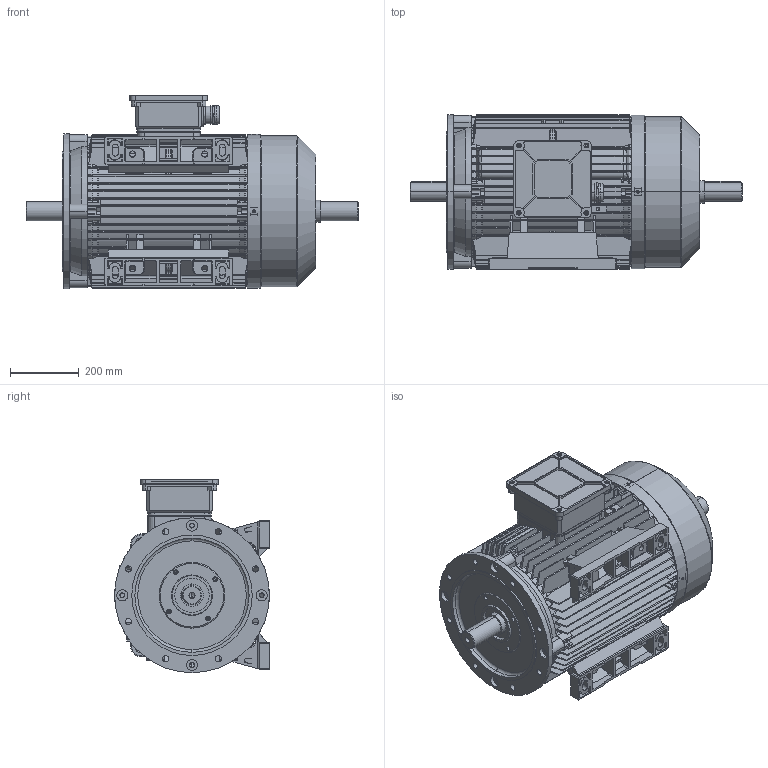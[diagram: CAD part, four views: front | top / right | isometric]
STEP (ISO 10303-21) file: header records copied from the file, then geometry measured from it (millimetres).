
FILE_DESCRIPTION (( 'STEP AP214' ), '1' );
FILE_NAME ('FCAP225 M-B3 B5-IC411-2 POLES-TB RIGHT-DOUBLE SHAFT.STEP', '2024-10-01T06:46:56', ( '' ), ( '' ), 'SwSTEP 2.0', 'SolidWorks 2024', '' );
FILE_SCHEMA (( 'AUTOMOTIVE_DESIGN' ));
Length unit declared in the file: millimetre
Products named in the file (16): FCAP225 M-B3 B5-IC411-2 POLES-TB RIGHT-DOUBLE SHAFT; Flangia FC225M - diam.450; Scudo serie 225M con fori encoder; Targhetta motore_LAMIERA ALLUMINIO; parallel_din_Parallel key A16 x 10 x 100 DIN 6885; Coperchio scatola morsetti 225T-250T; Coprimorsettiera  225T-250T; Copriventola C250T; Carcassa 250T; Tappo M50; Scatola morsetti 225T-250T; Albero 225M serie 2POLI ventilato; Piede 225M; PRESSACAVO M50; Guarnizione scatola-motore 225-250T; Guarnizione scatola-coperchio 225T-250T
Assembly tree (18 placements, depth 3):
  FCAP225 M-B3 B5-IC411-2 POLES-TB RIGHT-DOUBLE SHAFT
    Albero 225M serie 2POLI ventilato  x2
    parallel_din_Parallel key A16 x 10 x 100 DIN 6885  x2
    Scudo serie 225M con fori encoder
    Copriventola C250T
    Targhetta motore_LAMIERA ALLUMINIO
    Piede 225M  x2
    Coprimorsettiera  225T-250T
      Scatola morsetti 225T-250T
      Guarnizione scatola-coperchio 225T-250T
      Guarnizione scatola-motore 225-250T
      Coperchio scatola morsetti 225T-250T
      Tappo M50
      PRESSACAVO M50
    Carcassa 250T
    Flangia FC225M - diam.450
Bounding box: 965 x 450 x 562 mm (x, y, z)
Volume: 25081080.3 mm3; surface area: 5758533 mm2
Topology: 20 solids, 21 shells, 5965 faces, 16760 edges, 10808 vertices
Faces by surface type: plane 3482, cylinder 1375, torus 405, cone 358, bspline 293, sphere 52
Entity records: 202916 total; most frequent: CARTESIAN_POINT 58417, ORIENTED_EDGE 31602, DIRECTION 27283, EDGE_CURVE 15801, LINE 10521, VECTOR 10521, VERTEX_POINT 10279, AXIS2_PLACEMENT_3D 8381
